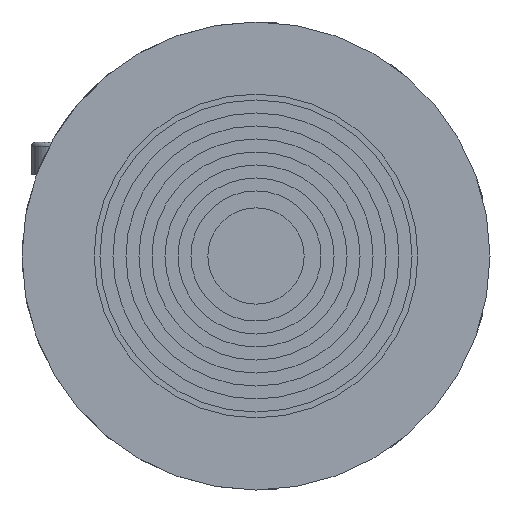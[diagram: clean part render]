
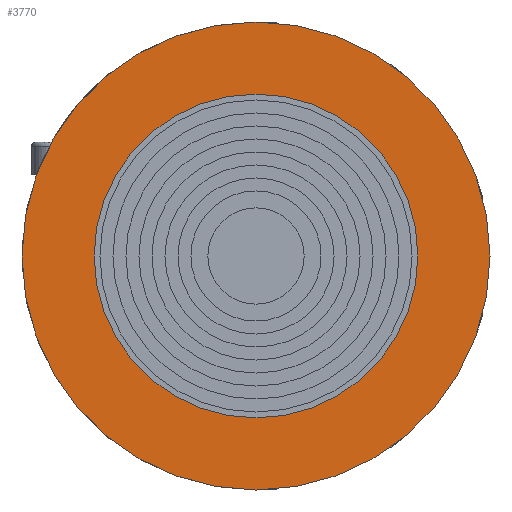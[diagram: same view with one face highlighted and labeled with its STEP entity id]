
A CAD part, left-side view. The second image highlights one B-rep face of the part: STEP entity #3770.
In plain terms, the highlighted planar face has unit normal (-1, 0, 0).
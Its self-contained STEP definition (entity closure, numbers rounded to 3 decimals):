
#75 = CIRCLE ( 'NONE', #2771, 12.45 ) ;
#279 = DIRECTION ( 'NONE',  ( 0., 0., 1. ) ) ;
#522 = EDGE_LOOP ( 'NONE', ( #1496, #3088 ) ) ;
#559 = FACE_BOUND ( 'NONE', #522, .T. ) ;
#610 = CARTESIAN_POINT ( 'NONE',  ( -2.097, 18.294, 0. ) ) ;
#794 = CARTESIAN_POINT ( 'NONE',  ( -2.097, 0.294, 0. ) ) ;
#837 = AXIS2_PLACEMENT_3D ( 'NONE', #2639, #3419, #3737 ) ;
#1067 = EDGE_CURVE ( 'NONE', #4302, #2245, #3835, .T. ) ;
#1174 = DIRECTION ( 'NONE',  ( 0., 0., 1. ) ) ;
#1213 = CARTESIAN_POINT ( 'NONE',  ( -2.097, 0.294, -18. ) ) ;
#1252 = EDGE_CURVE ( 'NONE', #2245, #4302, #75, .T. ) ;
#1275 = EDGE_LOOP ( 'NONE', ( #3331, #2823 ) ) ;
#1496 = ORIENTED_EDGE ( 'NONE', *, *, #1252, .F. ) ;
#1624 = CARTESIAN_POINT ( 'NONE',  ( -2.097, 0.294, 0. ) ) ;
#1641 = CIRCLE ( 'NONE', #837, 18. ) ;
#1695 = CIRCLE ( 'NONE', #2732, 18. ) ;
#1782 = CARTESIAN_POINT ( 'NONE',  ( -2.097, 0.294, -12.45 ) ) ;
#1783 = DIRECTION ( 'NONE',  ( -1., 0., 0. ) ) ;
#2080 = DIRECTION ( 'NONE',  ( 0., 0., -1. ) ) ;
#2245 = VERTEX_POINT ( 'NONE', #2669 ) ;
#2421 = AXIS2_PLACEMENT_3D ( 'NONE', #610, #4619, #2080 ) ;
#2450 = PLANE ( 'NONE',  #2421 ) ;
#2471 = CARTESIAN_POINT ( 'NONE',  ( -2.097, 0.294, 0. ) ) ;
#2639 = CARTESIAN_POINT ( 'NONE',  ( -2.097, 0.294, 0. ) ) ;
#2669 = CARTESIAN_POINT ( 'NONE',  ( -2.097, 0.294, 12.45 ) ) ;
#2713 = DIRECTION ( 'NONE',  ( -1., 0., 0. ) ) ;
#2732 = AXIS2_PLACEMENT_3D ( 'NONE', #1624, #2713, #4520 ) ;
#2771 = AXIS2_PLACEMENT_3D ( 'NONE', #794, #3002, #1174 ) ;
#2823 = ORIENTED_EDGE ( 'NONE', *, *, #4542, .T. ) ;
#3002 = DIRECTION ( 'NONE',  ( -1., 0., 0. ) ) ;
#3088 = ORIENTED_EDGE ( 'NONE', *, *, #1067, .F. ) ;
#3106 = AXIS2_PLACEMENT_3D ( 'NONE', #2471, #1783, #279 ) ;
#3205 = VERTEX_POINT ( 'NONE', #4199 ) ;
#3331 = ORIENTED_EDGE ( 'NONE', *, *, #4636, .T. ) ;
#3419 = DIRECTION ( 'NONE',  ( -1., 0., 0. ) ) ;
#3737 = DIRECTION ( 'NONE',  ( 0., 0., 1. ) ) ;
#3770 = ADVANCED_FACE ( 'NONE', ( #559, #4324 ), #2450, .F. ) ;
#3835 = CIRCLE ( 'NONE', #3106, 12.45 ) ;
#4199 = CARTESIAN_POINT ( 'NONE',  ( -2.097, 0.294, 18. ) ) ;
#4302 = VERTEX_POINT ( 'NONE', #1782 ) ;
#4324 = FACE_OUTER_BOUND ( 'NONE', #1275, .T. ) ;
#4520 = DIRECTION ( 'NONE',  ( 0., 0., 1. ) ) ;
#4542 = EDGE_CURVE ( 'NONE', #4610, #3205, #1641, .T. ) ;
#4610 = VERTEX_POINT ( 'NONE', #1213 ) ;
#4619 = DIRECTION ( 'NONE',  ( 1., 0., 0. ) ) ;
#4636 = EDGE_CURVE ( 'NONE', #3205, #4610, #1695, .T. ) ;
